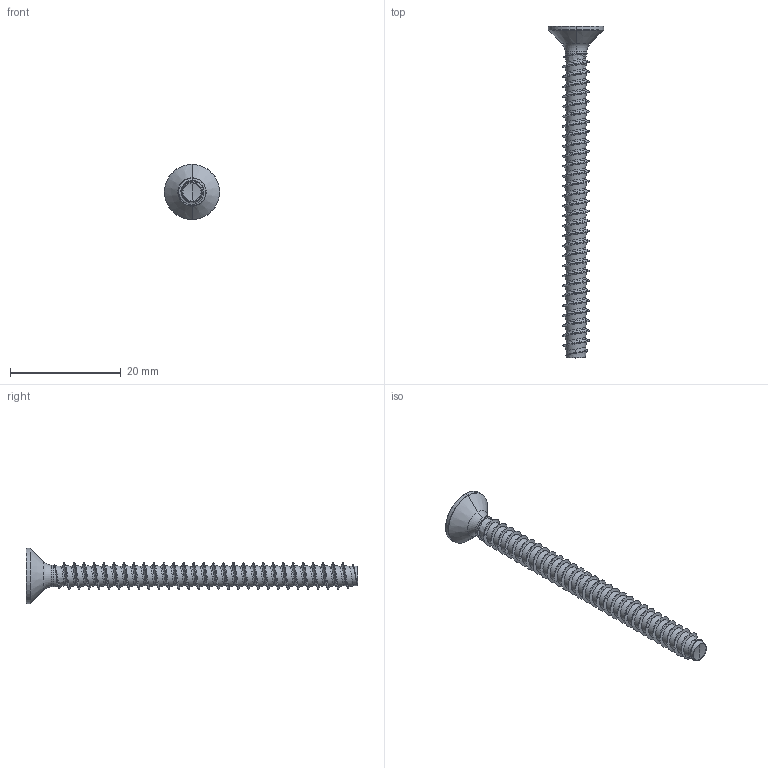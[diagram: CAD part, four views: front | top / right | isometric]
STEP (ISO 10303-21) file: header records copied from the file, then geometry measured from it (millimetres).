
FILE_DESCRIPTION (( 'STEP AP203' ), '1' );
FILE_NAME ('STP430500600.STEP', '2017-08-16T16:03:35', ( '' ), ( '' ), 'SwSTEP 2.0', 'SolidWorks 2015', '' );
FILE_SCHEMA (( 'CONFIG_CONTROL_DESIGN' ));
Length unit declared in the file: millimetre
Products named in the file (1): STP430500600
Bounding box: 10 x 60 x 10 mm (x, y, z)
Volume: 813.8 mm3; surface area: 1286.2 mm2
Topology: 1 solids, 1 shells, 149 faces, 385 edges, 240 vertices
Faces by surface type: cylinder 87, bspline 35, cone 12, torus 10, plane 3, sphere 2
Entity records: 59063 total; most frequent: CARTESIAN_POINT 55924, ORIENTED_EDGE 770, DIRECTION 475, EDGE_CURVE 385, VERTEX_POINT 240, AXIS2_PLACEMENT_3D 186, EDGE_LOOP 151, B_SPLINE_CURVE_WITH_KNOTS 150
